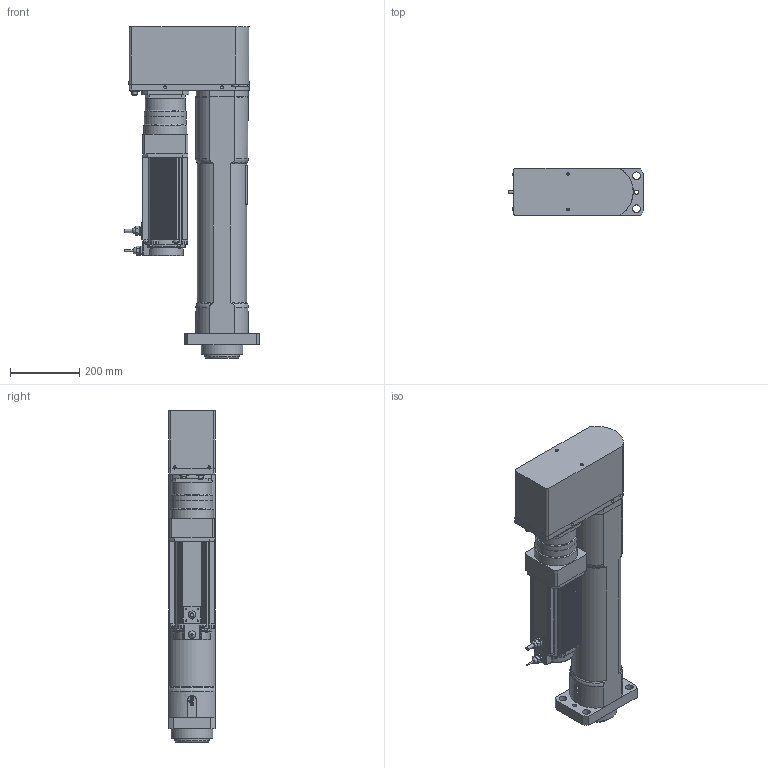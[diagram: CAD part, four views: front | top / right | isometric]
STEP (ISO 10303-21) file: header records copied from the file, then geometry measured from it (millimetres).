
FILE_DESCRIPTION(/* description */ (''),/* implementation_level */ '2;1');
FILE_NAME(/* name */ 'DPS-102R5-30FB(-P)(DS-P121_P122)_OUTLINE.stp',/* time_stamp */ '2024-05-13T15:09:01+09:00',/* author */ ('y-mizuno'),/* organization */ (''),/* preprocessor_version */ 'ST-DEVELOPER v19.2',/* originating_system */ 'Autodesk Inventor 2023',/* authorisation */ '');
FILE_SCHEMA (('CONFIG_CONTROL_DESIGN','TECHNICAL_DATA_PACKAGING'));
Products named in the file (3): DPS-102R5-30FB(-P)(DS-P121_P122)_OUTLINE; DPS-102R5-30FB(DS-P121)_BODY; DPS-102(300st)_SHAFT
Assembly tree (2 placements, depth 2):
  DPS-102R5-30FB(-P)(DS-P121_P122)_OUTLINE
    DPS-102R5-30FB(DS-P121)_BODY
    DPS-102(300st)_SHAFT
Bounding box: 388.51 x 135 x 956.5 mm (x, y, z)
Volume: 25909970.5 mm3; surface area: 1397650.5 mm2
Topology: 2 solids, 8 shells, 1687 faces, 4304 edges, 2790 vertices
Faces by surface type: plane 909, cylinder 406, bspline 225, cone 91, torus 34, sphere 22
Full cylindrical faces by diameter (mm): 1 x15, 1.1 x7, 1.2 x4, 1.4 x4, 1.55 x7, 1.6 x8, 2.459 x2, 3.242 x4, 4 x7, 4.5 x4, 4.917 x6, 5 x1, 6 x5, 6.6 x4, 6.647 x12, 7 x2, 8 x9, 8.376 x4, 8.5 x4, 9 x4, 9.1 x4, 10 x1, 10.106 x6, 10.3 x1, 10.6 x1, 10.7 x1, 11 x7, 12 x3, 14.92 x5, 15.96 x5
Entity records: 62393 total; most frequent: CARTESIAN_POINT 20919, ORIENTED_EDGE 8550, DIRECTION 7570, EDGE_CURVE 4275, VERTEX_POINT 2790, LINE 2580, VECTOR 2580, AXIS2_PLACEMENT_3D 2495
